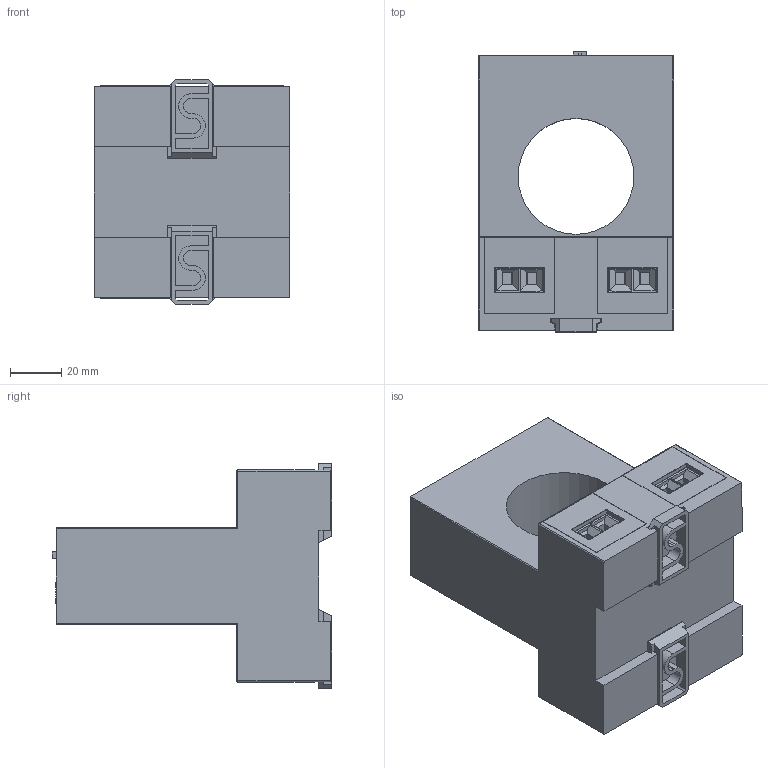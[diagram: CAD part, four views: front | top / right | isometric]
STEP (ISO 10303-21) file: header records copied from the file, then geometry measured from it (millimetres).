
FILE_DESCRIPTION (( 'STEP AP214' ), '1' );
FILE_NAME ('GFSL30-M1B-120A-F.STEP', '2020-05-11T12:43:13', ( '' ), ( '' ), 'SwSTEP 2.0', 'SolidWorks 2019', '' );
FILE_SCHEMA (( 'AUTOMOTIVE_DESIGN' ));
Length unit declared in the file: inch
Products named in the file (1): GFSL30-M1B-120A-F
Bounding box: 76.2 x 109.25 x 87.78 mm (x, y, z)
Volume: 347550.9 mm3; surface area: 68711.9 mm2
Topology: 17 solids, 17 shells, 418 faces, 1118 edges, 728 vertices
Faces by surface type: plane 347, cylinder 50, bspline 17, sphere 4
Entity records: 14808 total; most frequent: CARTESIAN_POINT 4238, ORIENTED_EDGE 2220, DIRECTION 1918, EDGE_CURVE 1110, VECTOR 914, LINE 914, VERTEX_POINT 728, AXIS2_PLACEMENT_3D 502
